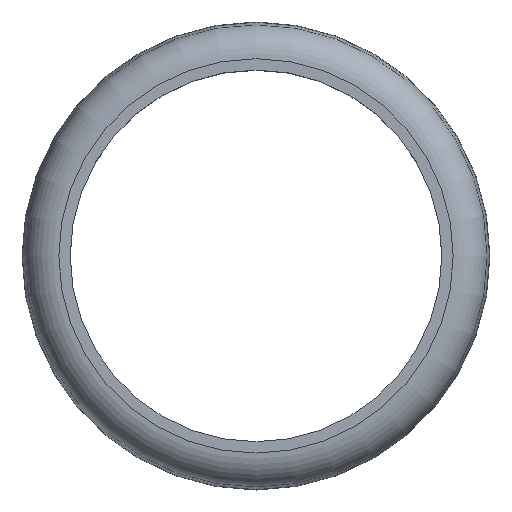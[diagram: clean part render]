
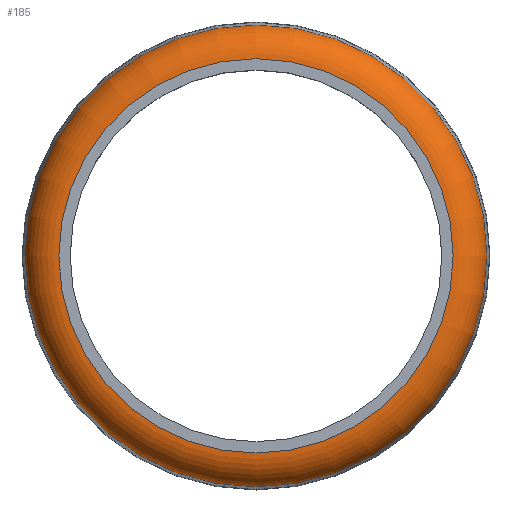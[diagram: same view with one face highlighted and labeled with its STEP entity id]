
A CAD part, top view. The second image highlights one B-rep face of the part: STEP entity #185.
In plain terms, the highlighted toroidal (fillet/blend) face has major radius 5.73 mm and minor radius 1 mm.
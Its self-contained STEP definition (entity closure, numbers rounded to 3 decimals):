
#31=FACE_OUTER_BOUND('',#41,.T.);
#41=EDGE_LOOP('',(#125,#126,#127,#128,#129,#130));
#53=CIRCLE('',#210,5.73);
#54=CIRCLE('',#211,1.);
#55=CIRCLE('',#212,6.711);
#56=CIRCLE('',#213,6.711);
#57=CIRCLE('',#214,5.73);
#77=VERTEX_POINT('',#319);
#78=VERTEX_POINT('',#320);
#79=VERTEX_POINT('',#322);
#80=VERTEX_POINT('',#324);
#97=EDGE_CURVE('',#77,#78,#53,.T.);
#98=EDGE_CURVE('',#78,#79,#54,.T.);
#99=EDGE_CURVE('',#79,#80,#55,.T.);
#100=EDGE_CURVE('',#80,#79,#56,.T.);
#101=EDGE_CURVE('',#78,#77,#57,.T.);
#125=ORIENTED_EDGE('',*,*,#97,.T.);
#126=ORIENTED_EDGE('',*,*,#98,.T.);
#127=ORIENTED_EDGE('',*,*,#99,.T.);
#128=ORIENTED_EDGE('',*,*,#100,.T.);
#129=ORIENTED_EDGE('',*,*,#98,.F.);
#130=ORIENTED_EDGE('',*,*,#101,.T.);
#181=TOROIDAL_SURFACE('',#209,5.73,1.);
#185=ADVANCED_FACE('',(#31),#181,.T.);
#209=AXIS2_PLACEMENT_3D('',#318,#245,#246);
#210=AXIS2_PLACEMENT_3D('',#321,#247,#248);
#211=AXIS2_PLACEMENT_3D('',#323,#249,#250);
#212=AXIS2_PLACEMENT_3D('',#325,#251,#252);
#213=AXIS2_PLACEMENT_3D('',#326,#253,#254);
#214=AXIS2_PLACEMENT_3D('',#327,#255,#256);
#245=DIRECTION('center_axis',(0.,0.,1.));
#246=DIRECTION('ref_axis',(1.,0.,0.));
#247=DIRECTION('center_axis',(0.,0.,-1.));
#248=DIRECTION('ref_axis',(-1.,0.,0.));
#249=DIRECTION('center_axis',(0.,-1.,0.));
#250=DIRECTION('ref_axis',(-1.,0.,0.));
#251=DIRECTION('center_axis',(0.,0.,1.));
#252=DIRECTION('ref_axis',(-1.,0.,0.));
#253=DIRECTION('center_axis',(0.,0.,1.));
#254=DIRECTION('ref_axis',(-1.,0.,0.));
#255=DIRECTION('center_axis',(0.,0.,-1.));
#256=DIRECTION('ref_axis',(-1.,0.,0.));
#318=CARTESIAN_POINT('Origin',(0.,0.,2.5));
#319=CARTESIAN_POINT('',(5.73,0.,3.5));
#320=CARTESIAN_POINT('',(-5.73,0.,3.5));
#321=CARTESIAN_POINT('Origin',(0.,0.,3.5));
#322=CARTESIAN_POINT('',(-6.711,0.,2.696));
#323=CARTESIAN_POINT('Origin',(-5.73,0.,
2.5));
#324=CARTESIAN_POINT('',(6.711,0.,2.696));
#325=CARTESIAN_POINT('Origin',(0.,0.,2.696));
#326=CARTESIAN_POINT('Origin',(0.,0.,2.696));
#327=CARTESIAN_POINT('Origin',(0.,0.,3.5));
